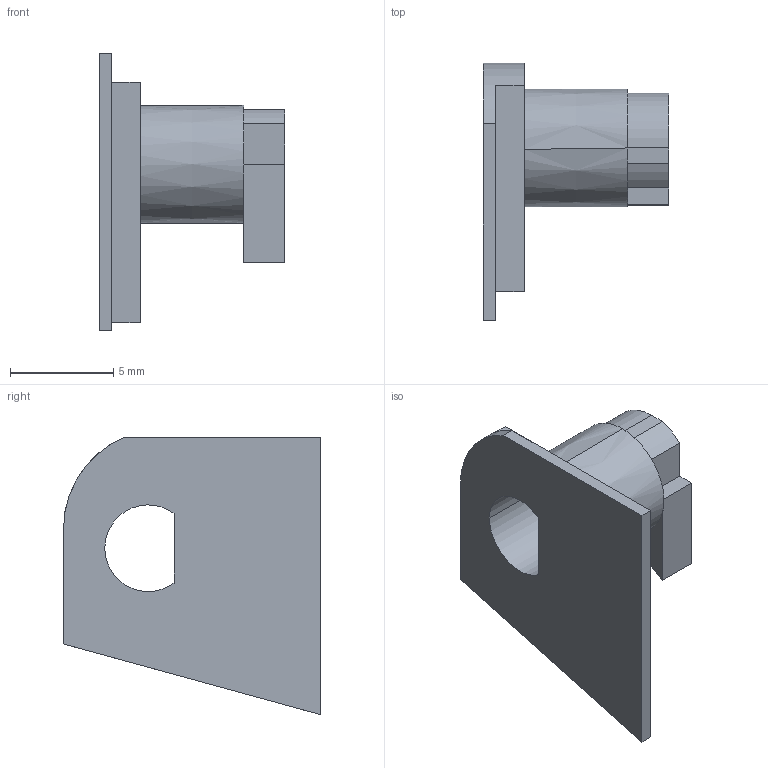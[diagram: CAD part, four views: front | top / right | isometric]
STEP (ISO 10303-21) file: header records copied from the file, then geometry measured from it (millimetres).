
FILE_DESCRIPTION (( 'STEP AP203' ), '1' );
FILE_NAME ('PP - P PivotD4 L.STEP', '2017-08-02T03:02:49', ( '' ), ( '' ), 'SwSTEP 2.0', 'SolidWorks 2016', '' );
FILE_SCHEMA (( 'CONFIG_CONTROL_DESIGN' ));
Length unit declared in the file: millimetre
Products named in the file (1): PP - P PivotD4 L
Bounding box: 9 x 12.44 x 13.42 mm (x, y, z)
Volume: 315.8 mm3; surface area: 603 mm2
Topology: 1 solids, 1 shells, 27 faces, 70 edges, 46 vertices
Faces by surface type: plane 19, cylinder 6, bspline 2
Entity records: 1108 total; most frequent: CARTESIAN_POINT 366, ORIENTED_EDGE 140, DIRECTION 131, EDGE_CURVE 70, LINE 49, VECTOR 49, VERTEX_POINT 46, AXIS2_PLACEMENT_3D 41
